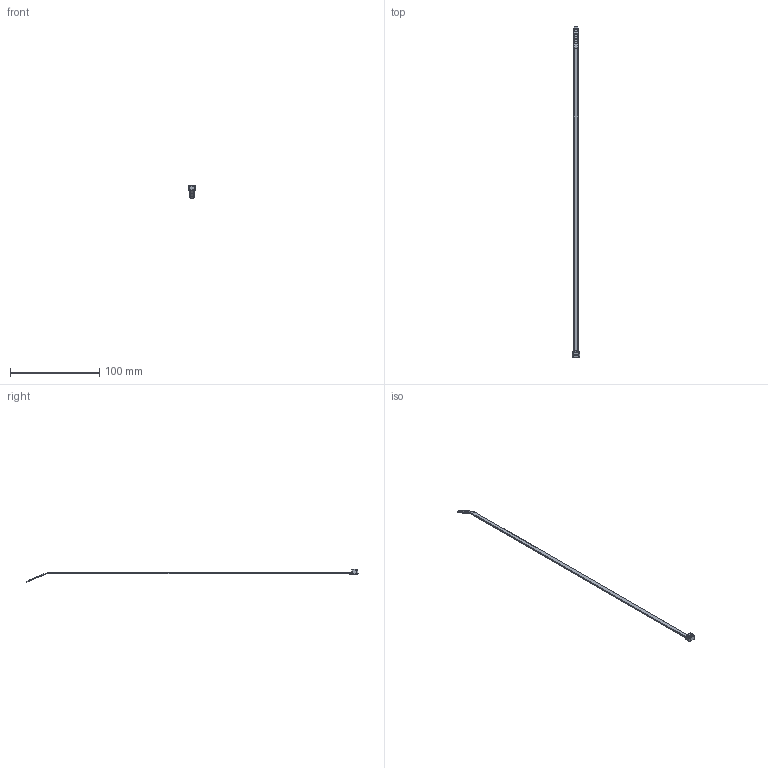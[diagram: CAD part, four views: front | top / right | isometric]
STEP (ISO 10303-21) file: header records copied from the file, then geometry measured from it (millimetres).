
FILE_DESCRIPTION(/* description */ (''),/* implementation_level */ '2;1');
FILE_NAME(/* name */ 'PANDUIT_PLT4S.stp',/* time_stamp */ '2019-04-11T15:16:05-05:00',/* author */ (''),/* organization */ (''),/* preprocessor_version */ 'ST-DEVELOPER v16',/* originating_system */ 'SIEMENS PLM Software NX 11.0',/* authorisation */ '');
FILE_SCHEMA (('AP203_CONFIGURATION_CONTROLLED_3D_DESIGN_OF_MECHANICAL_PARTS_AND_ASSEMBLIES_MIM_LF { 1 0 10303 403 2 1 2}'));
Bounding box: 8.64 x 371.27 x 14.93 mm (x, y, z)
Volume: 2469.7 mm3; surface area: 4543.5 mm2
Topology: 1 solids, 1 shells, 227 faces, 575 edges, 356 vertices
Faces by surface type: plane 106, cylinder 70, bspline 36, torus 15
Entity records: 8719 total; most frequent: CRTPNT 2186, ORNEDG 1150, DRCTN 1019, EDGCRV 575, A2PL3D 361, VRTPNT 356, LINE 297, VECTOR 297
